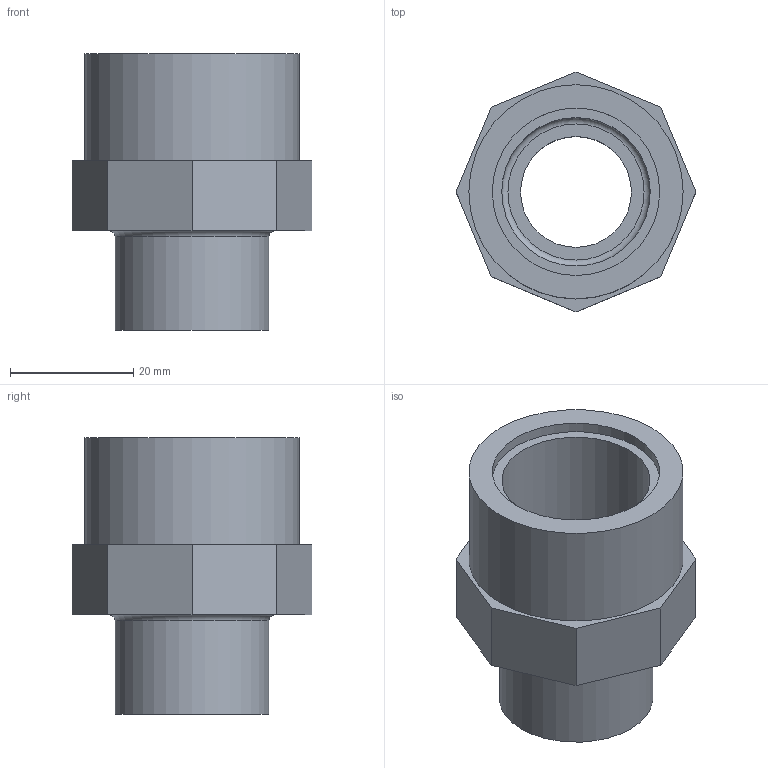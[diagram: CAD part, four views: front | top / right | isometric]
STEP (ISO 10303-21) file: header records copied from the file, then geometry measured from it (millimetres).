
FILE_DESCRIPTION(/* description */ (''),/* implementation_level */ '2;1');
FILE_NAME(/* name */ 'DIFV025020034.ipt.stp',/* time_stamp */ '2013-10-01T14:36:47+02:00',/* author */ ('bfaro'),/* organization */ (''),/* preprocessor_version */ 'ST-DEVELOPER v15.2',/* originating_system */ 'Autodesk Inventor 2014',/* authorisation */ '');
FILE_SCHEMA (('AUTOMOTIVE_DESIGN { 1 0 10303 214 3 1 1 }'));
Length unit declared in the file: millimetre
Products named in the file (1): DIFV025020034
Bounding box: 38.97 x 38.97 x 45 mm (x, y, z)
Volume: 19997.4 mm3; surface area: 9163.6 mm2
Topology: 1 solids, 1 shells, 23 faces, 48 edges, 32 vertices
Faces by surface type: plane 15, cylinder 6, torus 2
Full cylindrical faces by diameter (mm): 18 x1, 20 x1, 24.117 x1, 25 x1, 27.2 x1, 34.8 x1
Entity records: 591 total; most frequent: DIRECTION 100, CARTESIAN_POINT 92, ORIENTED_EDGE 76, EDGE_LOOP 38, EDGE_CURVE 38, AXIS2_PLACEMENT_3D 38, VERTEX_POINT 30, LINE 24
